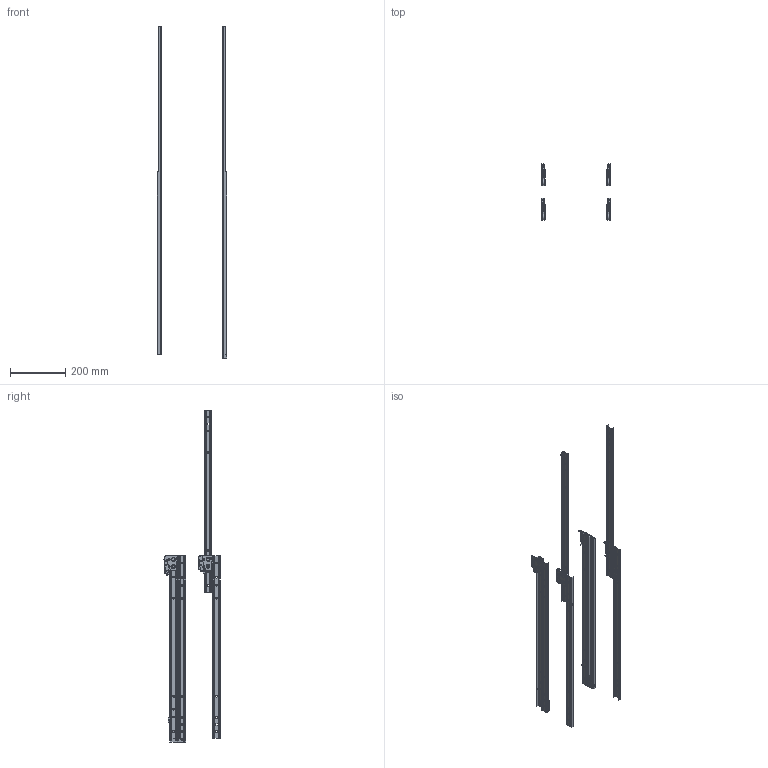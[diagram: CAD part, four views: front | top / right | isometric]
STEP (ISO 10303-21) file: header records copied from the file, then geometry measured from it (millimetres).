
FILE_DESCRIPTION (( 'STEP AP214' ), '1' );
FILE_NAME ('04454-Drawer Slides Pair Stainless Steel 650mm 67kg Load.STEP', '2018-10-30T21:31:52', ( '' ), ( '' ), 'SwSTEP 2.0', 'SolidWorks 2018', '' );
FILE_SCHEMA (( 'AUTOMOTIVE_DESIGN' ));
Length unit declared in the file: millimetre
Products named in the file (6): 04454-Drawer Slides Pair Stainless Steel 650mm 67kg Load; 4454 lock; 4454 Drawer LHS; 4454 Cabinet RHS; 4454 Drawer RHS; 4454 Cabinet LHS
Assembly tree (12 placements, depth 2):
  04454-Drawer Slides Pair Stainless Steel 650mm 67kg Load
    4454 Cabinet LHS  x2
    4454 Drawer LHS  x2
    4454 Drawer RHS  x2
    4454 Cabinet RHS  x2
    4454 lock  x4
Bounding box: 251 x 203.42 x 1196.7 mm (x, y, z)
Volume: 276081.1 mm3; surface area: 530463 mm2
Topology: 20 solids, 20 shells, 2658 faces, 7124 edges, 4722 vertices
Faces by surface type: plane 1486, cylinder 556, bspline 468, torus 148
Entity records: 54307 total; most frequent: CARTESIAN_POINT 22429, ORIENTED_EDGE 6932, DIRECTION 5809, EDGE_CURVE 3466, VERTEX_POINT 2297, VECTOR 2275, LINE 2275, AXIS2_PLACEMENT_3D 1767
